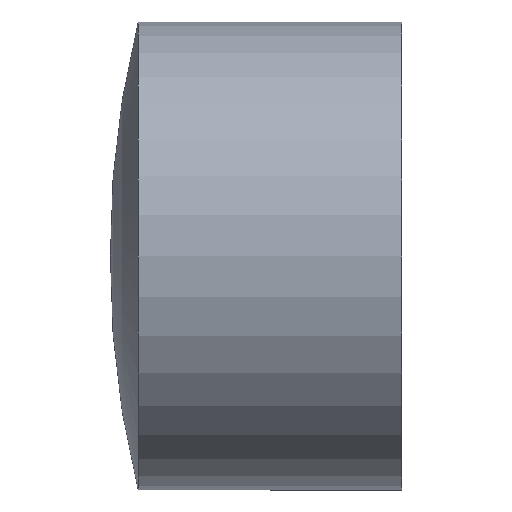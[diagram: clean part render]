
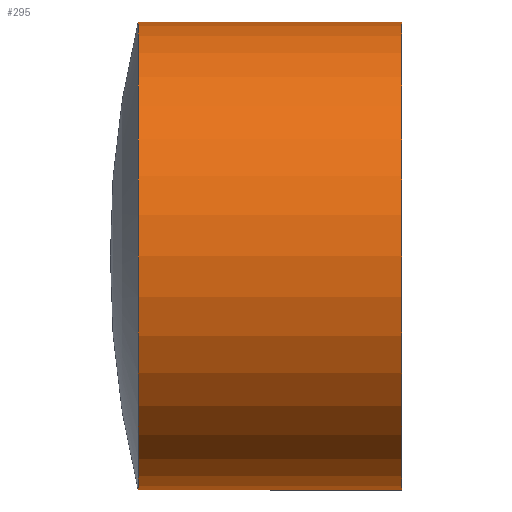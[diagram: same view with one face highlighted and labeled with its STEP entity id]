
A CAD part, left-side view. The second image highlights one B-rep face of the part: STEP entity #295.
In plain terms, the highlighted cylindrical face has radius 125 mm (diameter 250 mm), a partial arc.
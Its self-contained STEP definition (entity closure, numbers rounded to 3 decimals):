
#1 = VERTEX_POINT ( 'NONE', #169 ) ;
#14 = EDGE_CURVE ( 'NONE', #107, #289, #294, .T. ) ;
#15 = AXIS2_PLACEMENT_3D ( 'NONE', #183, #264, #39 ) ;
#19 = ORIENTED_EDGE ( 'NONE', *, *, #14, .F. ) ;
#31 = LINE ( 'NONE', #115, #121 ) ;
#39 = DIRECTION ( 'NONE',  ( 0., 0., -1. ) ) ;
#47 = VERTEX_POINT ( 'NONE', #235 ) ;
#51 = ORIENTED_EDGE ( 'NONE', *, *, #152, .T. ) ;
#54 = ORIENTED_EDGE ( 'NONE', *, *, #170, .F. ) ;
#65 = CYLINDRICAL_SURFACE ( 'NONE', #15, 125. ) ;
#80 = CARTESIAN_POINT ( 'NONE',  ( 0., 0., 125. ) ) ;
#84 = CARTESIAN_POINT ( 'NONE',  ( 0., 140.707, 125. ) ) ;
#87 = CARTESIAN_POINT ( 'NONE',  ( 0., 0., 0. ) ) ;
#102 = EDGE_CURVE ( 'NONE', #107, #1, #145, .T. ) ;
#107 = VERTEX_POINT ( 'NONE', #84 ) ;
#115 = CARTESIAN_POINT ( 'NONE',  ( 0., 0., -125. ) ) ;
#116 = AXIS2_PLACEMENT_3D ( 'NONE', #87, #201, #277 ) ;
#117 = CIRCLE ( 'NONE', #116, 125. ) ;
#121 = VECTOR ( 'NONE', #220, 1000. ) ;
#141 = CARTESIAN_POINT ( 'NONE',  ( 0., 140.707, 0. ) ) ;
#144 = AXIS2_PLACEMENT_3D ( 'NONE', #141, #218, #297 ) ;
#145 = CIRCLE ( 'NONE', #144, 125. ) ;
#152 = EDGE_CURVE ( 'NONE', #1, #47, #31, .T. ) ;
#169 = CARTESIAN_POINT ( 'NONE',  ( 0., 140.707, -125. ) ) ;
#170 = EDGE_CURVE ( 'NONE', #289, #47, #117, .T. ) ;
#182 = VECTOR ( 'NONE', #198, 1000. ) ;
#183 = CARTESIAN_POINT ( 'NONE',  ( 0., 0., 0. ) ) ;
#190 = ORIENTED_EDGE ( 'NONE', *, *, #102, .T. ) ;
#198 = DIRECTION ( 'NONE',  ( 0., -1., 0. ) ) ;
#201 = DIRECTION ( 'NONE',  ( 0., -1., 0. ) ) ;
#205 = CARTESIAN_POINT ( 'NONE',  ( 0., 0., 125. ) ) ;
#211 = EDGE_LOOP ( 'NONE', ( #19, #190, #51, #54 ) ) ;
#218 = DIRECTION ( 'NONE',  ( 0., -1., 0. ) ) ;
#220 = DIRECTION ( 'NONE',  ( 0., -1., 0. ) ) ;
#235 = CARTESIAN_POINT ( 'NONE',  ( 0., 0., -125. ) ) ;
#264 = DIRECTION ( 'NONE',  ( 0., -1., 0. ) ) ;
#277 = DIRECTION ( 'NONE',  ( 0., 0., -1. ) ) ;
#282 = FACE_OUTER_BOUND ( 'NONE', #211, .T. ) ;
#289 = VERTEX_POINT ( 'NONE', #205 ) ;
#294 = LINE ( 'NONE', #80, #182 ) ;
#295 = ADVANCED_FACE ( 'NONE', ( #282 ), #65, .T. ) ;
#297 = DIRECTION ( 'NONE',  ( 0., 0., -1. ) ) ;
